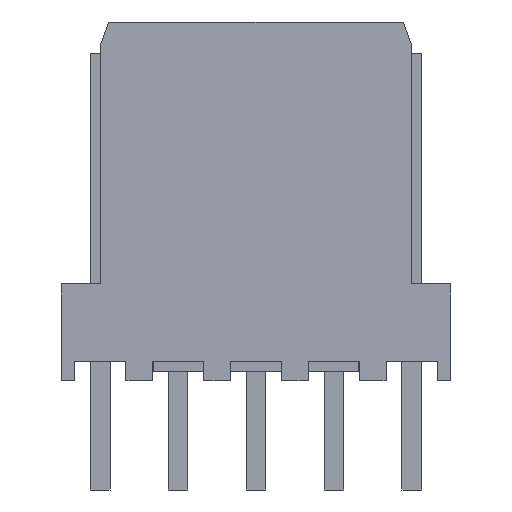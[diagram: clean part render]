
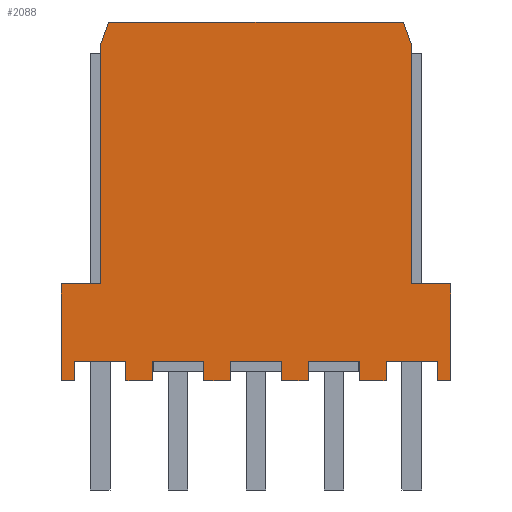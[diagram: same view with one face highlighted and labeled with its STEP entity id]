
A CAD part, front view. The second image highlights one B-rep face of the part: STEP entity #2088.
In plain terms, the highlighted planar face has unit normal (0, -1, 0).
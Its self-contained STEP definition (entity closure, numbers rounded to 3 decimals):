
#67=FACE_OUTER_BOUND($,#179,.T.);
#179=EDGE_LOOP($,(#1501,#1502,#1503,#1504,#1505,#1506,#1507,#1508,#1509,
#1510,#1511,#1512,#1513,#1514,#1515,#1516,#1517,#1518,#1519,#1520,#1521,
#1522,#1523,#1524,#1525,#1526,#1527,#1528,#1529,#1530));
#329=LINE($,#2943,#624);
#355=LINE($,#2996,#650);
#358=LINE($,#3001,#653);
#361=LINE($,#3007,#656);
#364=LINE($,#3013,#659);
#367=LINE($,#3019,#662);
#370=LINE($,#3024,#665);
#371=LINE($,#3028,#666);
#374=LINE($,#3033,#669);
#377=LINE($,#3038,#672);
#378=LINE($,#3041,#673);
#379=LINE($,#3043,#674);
#380=LINE($,#3044,#675);
#381=LINE($,#3046,#676);
#382=LINE($,#3048,#677);
#383=LINE($,#3049,#678);
#384=LINE($,#3051,#679);
#385=LINE($,#3053,#680);
#386=LINE($,#3054,#681);
#387=LINE($,#3055,#682);
#388=LINE($,#3057,#683);
#389=LINE($,#3059,#684);
#390=LINE($,#3061,#685);
#391=LINE($,#3063,#686);
#392=LINE($,#3065,#687);
#393=LINE($,#3067,#688);
#394=LINE($,#3069,#689);
#395=LINE($,#3070,#690);
#396=LINE($,#3072,#691);
#397=LINE($,#3073,#692);
#624=VECTOR($,#2399,3.16);
#650=VECTOR($,#2429,0.64);
#653=VECTOR($,#2434,0.43);
#656=VECTOR($,#2439,0.86);
#659=VECTOR($,#2444,0.86);
#662=VECTOR($,#2449,0.86);
#665=VECTOR($,#2454,0.86);
#666=VECTOR($,#2457,0.43);
#669=VECTOR($,#2462,0.64);
#672=VECTOR($,#2467,1.68);
#673=VECTOR($,#2470,0.64);
#674=VECTOR($,#2471,1.68);
#675=VECTOR($,#2472,0.64);
#676=VECTOR($,#2473,0.64);
#677=VECTOR($,#2474,1.68);
#678=VECTOR($,#2475,0.64);
#679=VECTOR($,#2476,0.64);
#680=VECTOR($,#2477,1.68);
#681=VECTOR($,#2478,0.64);
#682=VECTOR($,#2479,0.64);
#683=VECTOR($,#2480,1.27);
#684=VECTOR($,#2481,7.79);
#685=VECTOR($,#2482,0.798);
#686=VECTOR($,#2483,9.614);
#687=VECTOR($,#2484,0.798);
#688=VECTOR($,#2485,7.79);
#689=VECTOR($,#2486,1.27);
#690=VECTOR($,#2487,3.16);
#691=VECTOR($,#2488,0.64);
#692=VECTOR($,#2489,1.68);
#898=VERTEX_POINT($,#2939);
#900=VERTEX_POINT($,#2942);
#924=VERTEX_POINT($,#2994);
#925=VERTEX_POINT($,#2995);
#926=VERTEX_POINT($,#3000);
#927=VERTEX_POINT($,#3004);
#928=VERTEX_POINT($,#3006);
#929=VERTEX_POINT($,#3010);
#930=VERTEX_POINT($,#3012);
#931=VERTEX_POINT($,#3016);
#932=VERTEX_POINT($,#3018);
#933=VERTEX_POINT($,#3022);
#934=VERTEX_POINT($,#3026);
#935=VERTEX_POINT($,#3027);
#936=VERTEX_POINT($,#3032);
#937=VERTEX_POINT($,#3036);
#938=VERTEX_POINT($,#3040);
#939=VERTEX_POINT($,#3042);
#940=VERTEX_POINT($,#3045);
#941=VERTEX_POINT($,#3047);
#942=VERTEX_POINT($,#3050);
#943=VERTEX_POINT($,#3052);
#944=VERTEX_POINT($,#3056);
#945=VERTEX_POINT($,#3058);
#946=VERTEX_POINT($,#3060);
#947=VERTEX_POINT($,#3062);
#948=VERTEX_POINT($,#3064);
#949=VERTEX_POINT($,#3066);
#950=VERTEX_POINT($,#3068);
#951=VERTEX_POINT($,#3071);
#1117=EDGE_CURVE($,#900,#898,#329,.T.);
#1143=EDGE_CURVE($,#924,#925,#355,.T.);
#1146=EDGE_CURVE($,#900,#926,#358,.T.);
#1149=EDGE_CURVE($,#927,#928,#361,.T.);
#1152=EDGE_CURVE($,#929,#930,#364,.T.);
#1155=EDGE_CURVE($,#931,#932,#367,.T.);
#1158=EDGE_CURVE($,#933,#924,#370,.T.);
#1159=EDGE_CURVE($,#934,#935,#371,.T.);
#1162=EDGE_CURVE($,#926,#936,#374,.T.);
#1165=EDGE_CURVE($,#937,#936,#377,.T.);
#1166=EDGE_CURVE($,#933,#938,#378,.T.);
#1167=EDGE_CURVE($,#938,#939,#379,.T.);
#1168=EDGE_CURVE($,#932,#939,#380,.T.);
#1169=EDGE_CURVE($,#931,#940,#381,.T.);
#1170=EDGE_CURVE($,#940,#941,#382,.T.);
#1171=EDGE_CURVE($,#930,#941,#383,.T.);
#1172=EDGE_CURVE($,#929,#942,#384,.T.);
#1173=EDGE_CURVE($,#942,#943,#385,.T.);
#1174=EDGE_CURVE($,#928,#943,#386,.T.);
#1175=EDGE_CURVE($,#927,#937,#387,.T.);
#1176=EDGE_CURVE($,#898,#944,#388,.T.);
#1177=EDGE_CURVE($,#944,#945,#389,.T.);
#1178=EDGE_CURVE($,#945,#946,#390,.T.);
#1179=EDGE_CURVE($,#946,#947,#391,.T.);
#1180=EDGE_CURVE($,#947,#948,#392,.T.);
#1181=EDGE_CURVE($,#949,#948,#393,.T.);
#1182=EDGE_CURVE($,#949,#950,#394,.T.);
#1183=EDGE_CURVE($,#935,#950,#395,.T.);
#1184=EDGE_CURVE($,#934,#951,#396,.T.);
#1185=EDGE_CURVE($,#951,#925,#397,.T.);
#1501=ORIENTED_EDGE($,*,*,#1158,.F.);
#1502=ORIENTED_EDGE($,*,*,#1166,.T.);
#1503=ORIENTED_EDGE($,*,*,#1167,.T.);
#1504=ORIENTED_EDGE($,*,*,#1168,.F.);
#1505=ORIENTED_EDGE($,*,*,#1155,.F.);
#1506=ORIENTED_EDGE($,*,*,#1169,.T.);
#1507=ORIENTED_EDGE($,*,*,#1170,.T.);
#1508=ORIENTED_EDGE($,*,*,#1171,.F.);
#1509=ORIENTED_EDGE($,*,*,#1152,.F.);
#1510=ORIENTED_EDGE($,*,*,#1172,.T.);
#1511=ORIENTED_EDGE($,*,*,#1173,.T.);
#1512=ORIENTED_EDGE($,*,*,#1174,.F.);
#1513=ORIENTED_EDGE($,*,*,#1149,.F.);
#1514=ORIENTED_EDGE($,*,*,#1175,.T.);
#1515=ORIENTED_EDGE($,*,*,#1165,.T.);
#1516=ORIENTED_EDGE($,*,*,#1162,.F.);
#1517=ORIENTED_EDGE($,*,*,#1146,.F.);
#1518=ORIENTED_EDGE($,*,*,#1117,.T.);
#1519=ORIENTED_EDGE($,*,*,#1176,.T.);
#1520=ORIENTED_EDGE($,*,*,#1177,.T.);
#1521=ORIENTED_EDGE($,*,*,#1178,.T.);
#1522=ORIENTED_EDGE($,*,*,#1179,.T.);
#1523=ORIENTED_EDGE($,*,*,#1180,.T.);
#1524=ORIENTED_EDGE($,*,*,#1181,.F.);
#1525=ORIENTED_EDGE($,*,*,#1182,.T.);
#1526=ORIENTED_EDGE($,*,*,#1183,.F.);
#1527=ORIENTED_EDGE($,*,*,#1159,.F.);
#1528=ORIENTED_EDGE($,*,*,#1184,.T.);
#1529=ORIENTED_EDGE($,*,*,#1185,.T.);
#1530=ORIENTED_EDGE($,*,*,#1143,.F.);
#1978=PLANE($,#2212);
#2088=ADVANCED_FACE($,(#67),#1978,.T.);
#2212=AXIS2_PLACEMENT_3D($,#3039,#2468,#2469);
#2399=DIRECTION($,(0.,0.,1.));
#2429=DIRECTION($,(0.,0.,1.));
#2434=DIRECTION($,(-1.,0.,0.));
#2439=DIRECTION($,(-1.,0.,0.));
#2444=DIRECTION($,(-1.,0.,0.));
#2449=DIRECTION($,(-1.,0.,0.));
#2454=DIRECTION($,(-1.,0.,0.));
#2457=DIRECTION($,(-1.,0.,0.));
#2462=DIRECTION($,(0.,0.,1.));
#2467=DIRECTION($,(1.,0.,0.));
#2468=DIRECTION('center_axis',(0.,-1.,0.));
#2469=DIRECTION('ref_axis',(1.,0.,0.));
#2470=DIRECTION($,(0.,0.,1.));
#2471=DIRECTION($,(1.,0.,0.));
#2472=DIRECTION($,(0.,0.,1.));
#2473=DIRECTION($,(0.,0.,1.));
#2474=DIRECTION($,(1.,0.,0.));
#2475=DIRECTION($,(0.,0.,1.));
#2476=DIRECTION($,(0.,0.,1.));
#2477=DIRECTION($,(1.,0.,0.));
#2478=DIRECTION($,(0.,0.,1.));
#2479=DIRECTION($,(0.,0.,1.));
#2480=DIRECTION($,(-1.,0.,0.));
#2481=DIRECTION($,(0.,0.,1.));
#2482=DIRECTION($,(-0.342,0.,0.94));
#2483=DIRECTION($,(-1.,0.,0.));
#2484=DIRECTION($,(-0.342,0.,-0.94));
#2485=DIRECTION($,(0.,0.,1.));
#2486=DIRECTION($,(-1.,0.,0.));
#2487=DIRECTION($,(0.,0.,1.));
#2488=DIRECTION($,(0.,0.,1.));
#2489=DIRECTION($,(1.,0.,0.));
#2939=CARTESIAN_POINT('',(6.35,-2.88,3.16));
#2942=CARTESIAN_POINT('',(6.35,-2.88,0.));
#2943=CARTESIAN_POINT($,(6.35,-2.88,0.));
#2994=CARTESIAN_POINT('',(-4.24,-2.88,0.));
#2995=CARTESIAN_POINT('',(-4.24,-2.88,0.64));
#2996=CARTESIAN_POINT($,(-4.24,-2.88,0.));
#3000=CARTESIAN_POINT('',(5.92,-2.88,0.));
#3001=CARTESIAN_POINT($,(6.35,-2.88,0.));
#3004=CARTESIAN_POINT('',(4.24,-2.88,0.));
#3006=CARTESIAN_POINT('',(3.38,-2.88,0.));
#3007=CARTESIAN_POINT($,(4.24,-2.88,0.));
#3010=CARTESIAN_POINT('',(1.7,-2.88,0.));
#3012=CARTESIAN_POINT('',(0.84,-2.88,0.));
#3013=CARTESIAN_POINT($,(1.7,-2.88,0.));
#3016=CARTESIAN_POINT('',(-0.84,-2.88,0.));
#3018=CARTESIAN_POINT('',(-1.7,-2.88,0.));
#3019=CARTESIAN_POINT($,(-0.84,-2.88,0.));
#3022=CARTESIAN_POINT('',(-3.38,-2.88,0.));
#3024=CARTESIAN_POINT($,(-3.38,-2.88,0.));
#3026=CARTESIAN_POINT('',(-5.92,-2.88,0.));
#3027=CARTESIAN_POINT('',(-6.35,-2.88,0.));
#3028=CARTESIAN_POINT($,(-5.92,-2.88,0.));
#3032=CARTESIAN_POINT('',(5.92,-2.88,0.64));
#3033=CARTESIAN_POINT($,(5.92,-2.88,0.));
#3036=CARTESIAN_POINT('',(4.24,-2.88,0.64));
#3038=CARTESIAN_POINT($,(4.24,-2.88,0.64));
#3039=CARTESIAN_POINT('Origin',(6.985,-2.88,-0.585));
#3040=CARTESIAN_POINT('',(-3.38,-2.88,0.64));
#3041=CARTESIAN_POINT($,(-3.38,-2.88,0.));
#3042=CARTESIAN_POINT('',(-1.7,-2.88,0.64));
#3043=CARTESIAN_POINT($,(-3.38,-2.88,0.64));
#3044=CARTESIAN_POINT($,(-1.7,-2.88,0.));
#3045=CARTESIAN_POINT('',(-0.84,-2.88,0.64));
#3046=CARTESIAN_POINT($,(-0.84,-2.88,0.));
#3047=CARTESIAN_POINT('',(0.84,-2.88,0.64));
#3048=CARTESIAN_POINT($,(-0.84,-2.88,0.64));
#3049=CARTESIAN_POINT($,(0.84,-2.88,0.));
#3050=CARTESIAN_POINT('',(1.7,-2.88,0.64));
#3051=CARTESIAN_POINT($,(1.7,-2.88,0.));
#3052=CARTESIAN_POINT('',(3.38,-2.88,0.64));
#3053=CARTESIAN_POINT($,(1.7,-2.88,0.64));
#3054=CARTESIAN_POINT($,(3.38,-2.88,0.));
#3055=CARTESIAN_POINT($,(4.24,-2.88,0.));
#3056=CARTESIAN_POINT('',(5.08,-2.88,3.16));
#3057=CARTESIAN_POINT($,(6.35,-2.88,3.16));
#3058=CARTESIAN_POINT('',(5.08,-2.88,10.95));
#3059=CARTESIAN_POINT($,(5.08,-2.88,3.16));
#3060=CARTESIAN_POINT('',(4.807,-2.88,11.7));
#3061=CARTESIAN_POINT($,(5.08,-2.88,10.95));
#3062=CARTESIAN_POINT('',(-4.807,-2.88,11.7));
#3063=CARTESIAN_POINT($,(4.807,-2.88,11.7));
#3064=CARTESIAN_POINT('',(-5.08,-2.88,10.95));
#3065=CARTESIAN_POINT($,(-4.807,-2.88,11.7));
#3066=CARTESIAN_POINT('',(-5.08,-2.88,3.16));
#3067=CARTESIAN_POINT($,(-5.08,-2.88,3.16));
#3068=CARTESIAN_POINT('',(-6.35,-2.88,3.16));
#3069=CARTESIAN_POINT($,(-5.08,-2.88,3.16));
#3070=CARTESIAN_POINT($,(-6.35,-2.88,0.));
#3071=CARTESIAN_POINT('',(-5.92,-2.88,0.64));
#3072=CARTESIAN_POINT($,(-5.92,-2.88,0.));
#3073=CARTESIAN_POINT($,(-5.92,-2.88,0.64));
